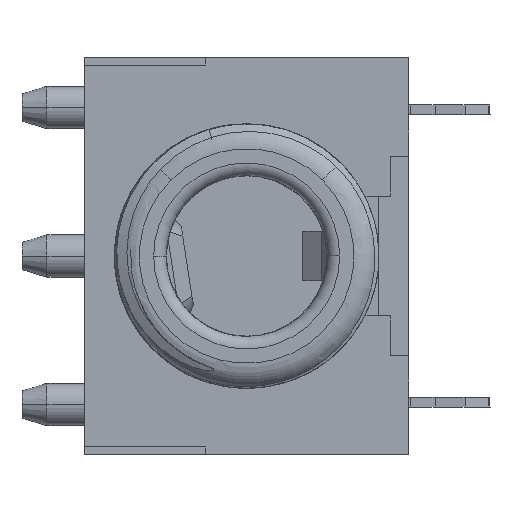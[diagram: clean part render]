
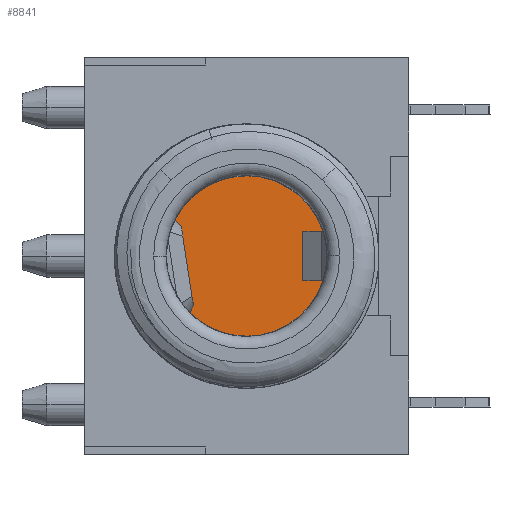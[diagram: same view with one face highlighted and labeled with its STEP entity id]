
A CAD part, left-side view. The second image highlights one B-rep face of the part: STEP entity #8841.
In plain terms, the highlighted planar face has unit normal (-1, 0, 0).
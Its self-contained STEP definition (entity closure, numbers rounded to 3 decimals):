
#652 = CARTESIAN_POINT ( 'NONE',  ( 23.4, 0., 0. ) ) ;
#929 = PLANE ( 'NONE',  #18314 ) ;
#2917 = CIRCLE ( 'NONE', #5796, 3.215 ) ;
#3743 = DIRECTION ( 'NONE',  ( 0., 0., 1. ) ) ;
#4169 = VERTEX_POINT ( 'NONE', #10596 ) ;
#5054 = DIRECTION ( 'NONE',  ( 1., 0., 0. ) ) ;
#5796 = AXIS2_PLACEMENT_3D ( 'NONE', #10512, #7625, #9316 ) ;
#6469 = AXIS2_PLACEMENT_3D ( 'NONE', #12459, #5054, #13895 ) ;
#6623 = FACE_OUTER_BOUND ( 'NONE', #9490, .T. ) ;
#7412 = ORIENTED_EDGE ( 'NONE', *, *, #8062, .F. ) ;
#7625 = DIRECTION ( 'NONE',  ( 1., 0., 0. ) ) ;
#8062 = EDGE_CURVE ( 'NONE', #4169, #12627, #2917, .T. ) ;
#8841 = ADVANCED_FACE ( 'NONE', ( #6623 ), #929, .T. ) ;
#9316 = DIRECTION ( 'NONE',  ( 0., 1., 0. ) ) ;
#9490 = EDGE_LOOP ( 'NONE', ( #11205, #7412 ) ) ;
#10512 = CARTESIAN_POINT ( 'NONE',  ( 23.4, 6.35, 0. ) ) ;
#10596 = CARTESIAN_POINT ( 'NONE',  ( 23.4, 9.565, 0. ) ) ;
#11205 = ORIENTED_EDGE ( 'NONE', *, *, #14321, .F. ) ;
#12459 = CARTESIAN_POINT ( 'NONE',  ( 23.4, 6.35, 0. ) ) ;
#12627 = VERTEX_POINT ( 'NONE', #14185 ) ;
#13895 = DIRECTION ( 'NONE',  ( 0., -1., 0. ) ) ;
#14185 = CARTESIAN_POINT ( 'NONE',  ( 23.4, 3.135, 0. ) ) ;
#14321 = EDGE_CURVE ( 'NONE', #12627, #4169, #18520, .T. ) ;
#17157 = DIRECTION ( 'NONE',  ( -1., 0., 0. ) ) ;
#18314 = AXIS2_PLACEMENT_3D ( 'NONE', #652, #17157, #3743 ) ;
#18520 = CIRCLE ( 'NONE', #6469, 3.215 ) ;
